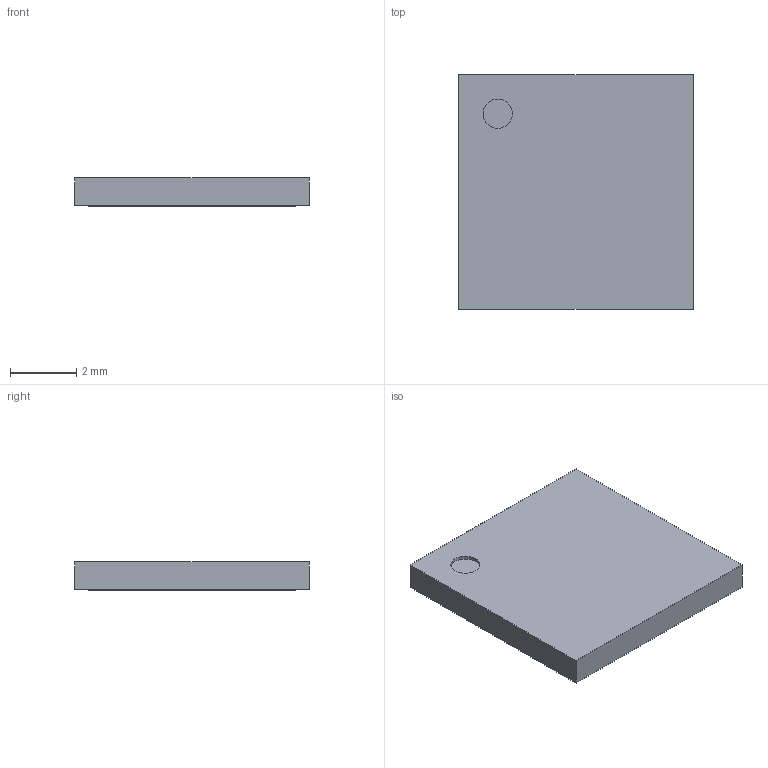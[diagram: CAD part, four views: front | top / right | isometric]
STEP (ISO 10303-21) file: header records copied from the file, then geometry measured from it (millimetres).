
FILE_DESCRIPTION(('Open CASCADE Model'),'2;1');
FILE_NAME('Open CASCADE Shape Model','2016-06-15T13:48:36',('Author'),( 'Open CASCADE'),'Open CASCADE STEP processor 6.8','Open CASCADE 6.8' ,'Unknown');
FILE_SCHEMA(('AUTOMOTIVE_DESIGN_CC2 { 1 2 10303 214 -1 1 5 4 }'));
Length unit declared in the file: millimetre
Products named in the file (5): LGA88C25P25X25_700X700X85.step; Open CASCADE STEP translator 6.8 9.1; Body; Open CASCADE STEP translator 6.8 9.2.1; pinShape
Assembly tree (187 placements, depth 3):
  LGA88C25P25X25_700X700X85.step
    Open CASCADE STEP translator 6.8 9.1
    Body
      Open CASCADE STEP translator 6.8 9.2.1
    pinShape  x184
Bounding box: 7.1 x 7.1 x 0.85 mm (x, y, z)
Volume: 42 mm3; surface area: 146.2 mm2
Topology: 185 solids, 186 shells, 561 faces, 568 edges, 379 vertices
Faces by surface type: plane 376, cylinder 185
Full cylindrical faces by diameter (mm): 0.25 x184, 0.887 x1
Entity records: 2096 total; most frequent: DIRECTION 460, CARTESIAN_POINT 275, AXIS2_PLACEMENT_3D 205, PRODUCT_DEFINITION_SHAPE 192, CONTEXT_DEPENDENT_SHAPE_REPRESENTATION 187, ITEM_DEFINED_TRANSFORMATION 187, NEXT_ASSEMBLY_USAGE_OCCURRENCE 187, LINE 46
